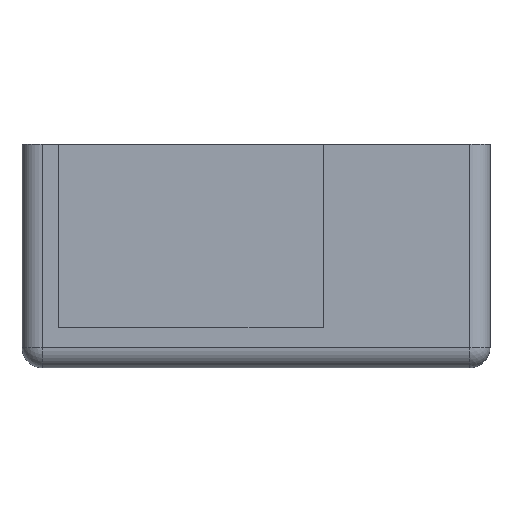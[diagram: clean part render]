
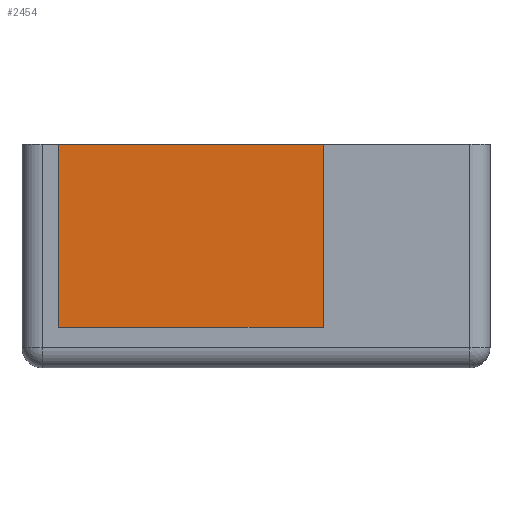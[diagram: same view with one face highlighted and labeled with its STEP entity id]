
A CAD part, left-side view. The second image highlights one B-rep face of the part: STEP entity #2454.
In plain terms, the highlighted planar face has unit normal (-1, 0, 0).
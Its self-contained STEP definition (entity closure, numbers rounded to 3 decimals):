
#495 = CYLINDRICAL_SURFACE('',#496,1.5);
#496 = AXIS2_PLACEMENT_3D('',#497,#498,#499);
#497 = CARTESIAN_POINT('',(43.,103.5,50.));
#498 = DIRECTION('',(0.,0.,1.));
#499 = DIRECTION('',(1.,0.,0.));
#626 = PLANE('',#627);
#627 = AXIS2_PLACEMENT_3D('',#628,#629,#630);
#628 = CARTESIAN_POINT('',(0.,0.,50.));
#629 = DIRECTION('',(0.,0.,1.));
#630 = DIRECTION('',(1.,0.,0.));
#914 = CYLINDRICAL_SURFACE('',#915,1.5);
#915 = AXIS2_PLACEMENT_3D('',#916,#917,#918);
#916 = CARTESIAN_POINT('',(43.,1.5,50.));
#917 = DIRECTION('',(0.,0.,1.));
#918 = DIRECTION('',(1.,0.,0.));
#1310 = VERTEX_POINT('',#1311);
#1311 = CARTESIAN_POINT('',(44.5,1.5,1.));
#1325 = CYLINDRICAL_SURFACE('',#1326,1.);
#1326 = AXIS2_PLACEMENT_3D('',#1327,#1328,#1329);
#1327 = CARTESIAN_POINT('',(43.5,1.5,1.));
#1328 = DIRECTION('',(0.,1.,0.));
#1329 = DIRECTION('',(0.,0.,-1.));
#1364 = VERTEX_POINT('',#1365);
#1365 = CARTESIAN_POINT('',(44.5,103.5,1.));
#1438 = EDGE_CURVE('',#1310,#1364,#1439,.T.);
#1439 = SURFACE_CURVE('',#1440,(#1444,#1451),.PCURVE_S1.);
#1440 = LINE('',#1441,#1442);
#1441 = CARTESIAN_POINT('',(44.5,1.5,1.));
#1442 = VECTOR('',#1443,1.);
#1443 = DIRECTION('',(0.,1.,0.));
#1444 = PCURVE('',#1325,#1445);
#1445 = DEFINITIONAL_REPRESENTATION('',(#1446),#1450);
#1446 = LINE('',#1447,#1448);
#1447 = CARTESIAN_POINT('',(-1.571,0.));
#1448 = VECTOR('',#1449,1.);
#1449 = DIRECTION('',(0.,1.));
#1450 = ( GEOMETRIC_REPRESENTATION_CONTEXT(2) 
PARAMETRIC_REPRESENTATION_CONTEXT() REPRESENTATION_CONTEXT('2D SPACE',''
  ) );
#1451 = PCURVE('',#1452,#1457);
#1452 = PLANE('',#1453);
#1453 = AXIS2_PLACEMENT_3D('',#1454,#1455,#1456);
#1454 = CARTESIAN_POINT('',(44.5,103.5,50.));
#1455 = DIRECTION('',(-1.,0.,0.));
#1456 = DIRECTION('',(0.,-1.,0.));
#1457 = DEFINITIONAL_REPRESENTATION('',(#1458),#1462);
#1458 = LINE('',#1459,#1460);
#1459 = CARTESIAN_POINT('',(102.,-49.));
#1460 = VECTOR('',#1461,1.);
#1461 = DIRECTION('',(-1.,0.));
#1462 = ( GEOMETRIC_REPRESENTATION_CONTEXT(2) 
PARAMETRIC_REPRESENTATION_CONTEXT() REPRESENTATION_CONTEXT('2D SPACE',''
  ) );
#1489 = EDGE_CURVE('',#1490,#1364,#1492,.T.);
#1490 = VERTEX_POINT('',#1491);
#1491 = CARTESIAN_POINT('',(44.5,103.5,50.));
#1492 = SURFACE_CURVE('',#1493,(#1497,#1504),.PCURVE_S1.);
#1493 = LINE('',#1494,#1495);
#1494 = CARTESIAN_POINT('',(44.5,103.5,50.));
#1495 = VECTOR('',#1496,1.);
#1496 = DIRECTION('',(0.,0.,-1.));
#1497 = PCURVE('',#495,#1498);
#1498 = DEFINITIONAL_REPRESENTATION('',(#1499),#1503);
#1499 = LINE('',#1500,#1501);
#1500 = CARTESIAN_POINT('',(6.283,0.));
#1501 = VECTOR('',#1502,1.);
#1502 = DIRECTION('',(0.,-1.));
#1503 = ( GEOMETRIC_REPRESENTATION_CONTEXT(2) 
PARAMETRIC_REPRESENTATION_CONTEXT() REPRESENTATION_CONTEXT('2D SPACE',''
  ) );
#1504 = PCURVE('',#1452,#1505);
#1505 = DEFINITIONAL_REPRESENTATION('',(#1506),#1510);
#1506 = LINE('',#1507,#1508);
#1507 = CARTESIAN_POINT('',(0.,0.));
#1508 = VECTOR('',#1509,1.);
#1509 = DIRECTION('',(0.,-1.));
#1510 = ( GEOMETRIC_REPRESENTATION_CONTEXT(2) 
PARAMETRIC_REPRESENTATION_CONTEXT() REPRESENTATION_CONTEXT('2D SPACE',''
  ) );
#1588 = EDGE_CURVE('',#1490,#1589,#1591,.T.);
#1589 = VERTEX_POINT('',#1590);
#1590 = CARTESIAN_POINT('',(44.5,1.5,50.));
#1591 = SURFACE_CURVE('',#1592,(#1596,#1603),.PCURVE_S1.);
#1592 = LINE('',#1593,#1594);
#1593 = CARTESIAN_POINT('',(44.5,103.5,50.));
#1594 = VECTOR('',#1595,1.);
#1595 = DIRECTION('',(0.,-1.,0.));
#1596 = PCURVE('',#626,#1597);
#1597 = DEFINITIONAL_REPRESENTATION('',(#1598),#1602);
#1598 = LINE('',#1599,#1600);
#1599 = CARTESIAN_POINT('',(44.5,103.5));
#1600 = VECTOR('',#1601,1.);
#1601 = DIRECTION('',(0.,-1.));
#1602 = ( GEOMETRIC_REPRESENTATION_CONTEXT(2) 
PARAMETRIC_REPRESENTATION_CONTEXT() REPRESENTATION_CONTEXT('2D SPACE',''
  ) );
#1603 = PCURVE('',#1452,#1604);
#1604 = DEFINITIONAL_REPRESENTATION('',(#1605),#1609);
#1605 = LINE('',#1606,#1607);
#1606 = CARTESIAN_POINT('',(0.,0.));
#1607 = VECTOR('',#1608,1.);
#1608 = DIRECTION('',(1.,0.));
#1609 = ( GEOMETRIC_REPRESENTATION_CONTEXT(2) 
PARAMETRIC_REPRESENTATION_CONTEXT() REPRESENTATION_CONTEXT('2D SPACE',''
  ) );
#2106 = EDGE_CURVE('',#1589,#1310,#2107,.T.);
#2107 = SURFACE_CURVE('',#2108,(#2112,#2119),.PCURVE_S1.);
#2108 = LINE('',#2109,#2110);
#2109 = CARTESIAN_POINT('',(44.5,1.5,50.));
#2110 = VECTOR('',#2111,1.);
#2111 = DIRECTION('',(0.,0.,-1.));
#2112 = PCURVE('',#914,#2113);
#2113 = DEFINITIONAL_REPRESENTATION('',(#2114),#2118);
#2114 = LINE('',#2115,#2116);
#2115 = CARTESIAN_POINT('',(6.283,0.));
#2116 = VECTOR('',#2117,1.);
#2117 = DIRECTION('',(0.,-1.));
#2118 = ( GEOMETRIC_REPRESENTATION_CONTEXT(2) 
PARAMETRIC_REPRESENTATION_CONTEXT() REPRESENTATION_CONTEXT('2D SPACE',''
  ) );
#2119 = PCURVE('',#1452,#2120);
#2120 = DEFINITIONAL_REPRESENTATION('',(#2121),#2125);
#2121 = LINE('',#2122,#2123);
#2122 = CARTESIAN_POINT('',(102.,0.));
#2123 = VECTOR('',#2124,1.);
#2124 = DIRECTION('',(0.,-1.));
#2125 = ( GEOMETRIC_REPRESENTATION_CONTEXT(2) 
PARAMETRIC_REPRESENTATION_CONTEXT() REPRESENTATION_CONTEXT('2D SPACE',''
  ) );
#2454 = ADVANCED_FACE('',(#2455),#1452,.T.);
#2455 = FACE_BOUND('',#2456,.T.);
#2456 = EDGE_LOOP('',(#2457,#2458,#2459,#2460));
#2457 = ORIENTED_EDGE('',*,*,#1489,.T.);
#2458 = ORIENTED_EDGE('',*,*,#1438,.F.);
#2459 = ORIENTED_EDGE('',*,*,#2106,.F.);
#2460 = ORIENTED_EDGE('',*,*,#1588,.F.);
